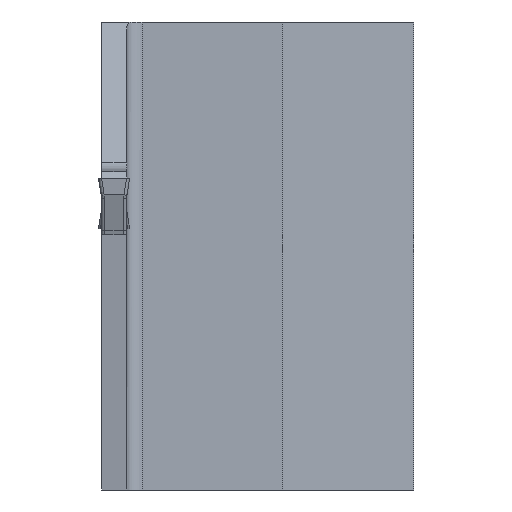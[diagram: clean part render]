
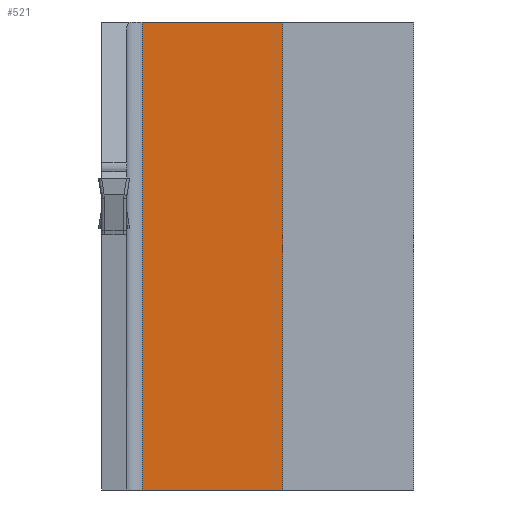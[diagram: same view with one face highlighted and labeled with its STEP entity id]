
A CAD part, left-side view. The second image highlights one B-rep face of the part: STEP entity #521.
In plain terms, the highlighted planar face has unit normal (-1, 0, 0).
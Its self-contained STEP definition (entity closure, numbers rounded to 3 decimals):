
#521=ADVANCED_FACE('',(#614),#578,.T.);
#578=PLANE('',#1564);
#614=FACE_OUTER_BOUND('',#672,.T.);
#672=EDGE_LOOP('',(#781,#782,#783,#784));
#781=ORIENTED_EDGE('',*,*,#1175,.F.);
#782=ORIENTED_EDGE('',*,*,#1199,.T.);
#783=ORIENTED_EDGE('',*,*,#1171,.T.);
#784=ORIENTED_EDGE('',*,*,#1205,.T.);
#1063=VERTEX_POINT('',#2002);
#1064=VERTEX_POINT('',#2004);
#1067=VERTEX_POINT('',#2011);
#1068=VERTEX_POINT('',#2013);
#1171=EDGE_CURVE('',#1064,#1063,#1333,.T.);
#1175=EDGE_CURVE('',#1067,#1068,#1335,.T.);
#1199=EDGE_CURVE('',#1067,#1064,#1355,.T.);
#1205=EDGE_CURVE('',#1063,#1068,#1360,.T.);
#1333=LINE('',#2003,#1444);
#1335=LINE('',#2012,#1446);
#1355=LINE('',#2058,#1466);
#1360=LINE('',#2069,#1471);
#1444=VECTOR('',#1667,1.);
#1446=VECTOR('',#1675,1.);
#1466=VECTOR('',#1709,1.);
#1471=VECTOR('',#1720,1.);
#1564=AXIS2_PLACEMENT_3D('',#2070,#1721,#1722);
#1667=DIRECTION('',(0.,-1.,0.));
#1675=DIRECTION('',(0.,-1.,0.));
#1709=DIRECTION('',(0.,0.,-1.));
#1720=DIRECTION('',(0.,0.,1.));
#1721=DIRECTION('',(-1.,0.,0.));
#1722=DIRECTION('',(0.,0.,1.));
#2002=CARTESIAN_POINT('',(16.,8.4,-20.));
#2003=CARTESIAN_POINT('',(16.,0.,-20.));
#2004=CARTESIAN_POINT('',(16.,17.4,-20.));
#2011=CARTESIAN_POINT('',(16.,17.4,10.));
#2012=CARTESIAN_POINT('',(16.,0.,10.));
#2013=CARTESIAN_POINT('',(16.,8.4,10.));
#2058=CARTESIAN_POINT('',(16.,17.4,10.));
#2069=CARTESIAN_POINT('',(16.,8.4,10.));
#2070=CARTESIAN_POINT('',(16.,0.,10.));
